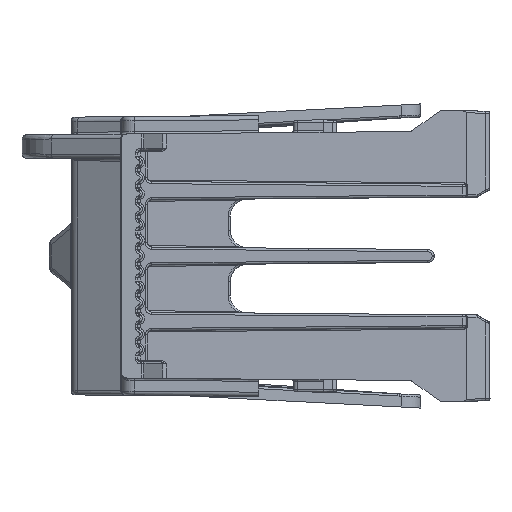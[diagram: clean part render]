
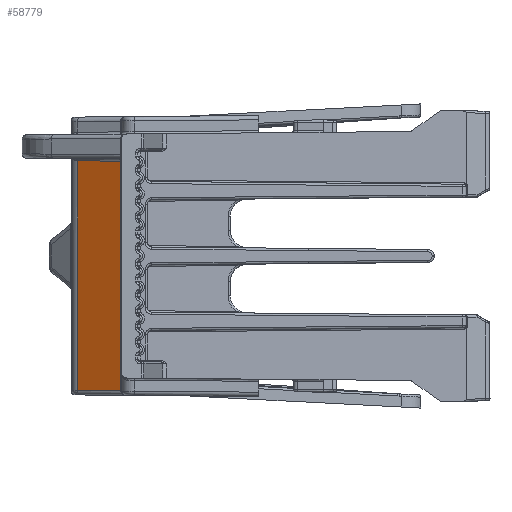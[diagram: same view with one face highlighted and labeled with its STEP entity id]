
A CAD part, left-side view. The second image highlights one B-rep face of the part: STEP entity #58779.
In plain terms, the highlighted planar face has unit normal (-0.866, 0.5, 0).
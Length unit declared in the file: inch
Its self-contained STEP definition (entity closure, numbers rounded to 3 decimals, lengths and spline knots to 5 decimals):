
#8214 = CARTESIAN_POINT ( 'NONE',  ( -1.13644, 0.02953, -0.61058 ) ) ;
#9527 = ORIENTED_EDGE ( 'NONE', *, *, #19540, .F. ) ;
#12850 = DIRECTION ( 'NONE',  ( 0.5, 0.866, 0.008 ) ) ;
#19540 = EDGE_CURVE ( 'NONE', #117881, #47960, #112970, .T. ) ;
#20385 = CARTESIAN_POINT ( 'NONE',  ( -1.13644, 0.02953, 0.43182 ) ) ;
#23162 = EDGE_LOOP ( 'NONE', ( #39207, #127640, #9527, #71807 ) ) ;
#27694 = LINE ( 'NONE', #83105, #55439 ) ;
#34124 = VERTEX_POINT ( 'NONE', #91752 ) ;
#36096 = CARTESIAN_POINT ( 'NONE',  ( -1.24952, -0.16634, 0.43011 ) ) ;
#39207 = ORIENTED_EDGE ( 'NONE', *, *, #91851, .F. ) ;
#45580 = VECTOR ( 'NONE', #99824, 39.37008 ) ;
#47960 = VERTEX_POINT ( 'NONE', #8214 ) ;
#50554 = CARTESIAN_POINT ( 'NONE',  ( -1.24952, -0.16634, -0.61229 ) ) ;
#51037 = PLANE ( 'NONE',  #114187 ) ;
#52755 = DIRECTION ( 'NONE',  ( -0.5, -0.866, -0.008 ) ) ;
#55439 = VECTOR ( 'NONE', #72654, 39.37008 ) ;
#58779 = ADVANCED_FACE ( 'NONE', ( #89519 ), #51037, .F. ) ;
#61990 = DIRECTION ( 'NONE',  ( 0.866, -0.5, 0. ) ) ;
#68312 = EDGE_CURVE ( 'NONE', #47960, #34124, #101051, .T. ) ;
#70602 = VECTOR ( 'NONE', #12850, 39.37008 ) ;
#71807 = ORIENTED_EDGE ( 'NONE', *, *, #125689, .F. ) ;
#72654 = DIRECTION ( 'NONE',  ( 0., 0., -1. ) ) ;
#75381 = CARTESIAN_POINT ( 'NONE',  ( -1.24952, -0.16634, -0.61229 ) ) ;
#77413 = LINE ( 'NONE', #20385, #105102 ) ;
#78402 = VERTEX_POINT ( 'NONE', #36096 ) ;
#83105 = CARTESIAN_POINT ( 'NONE',  ( -1.24952, -0.16634, 0.19571 ) ) ;
#89519 = FACE_OUTER_BOUND ( 'NONE', #23162, .T. ) ;
#91752 = CARTESIAN_POINT ( 'NONE',  ( -1.13644, 0.02953, 0.43182 ) ) ;
#91851 = EDGE_CURVE ( 'NONE', #34124, #78402, #77413, .T. ) ;
#99824 = DIRECTION ( 'NONE',  ( 0., 0., 1. ) ) ;
#101051 = LINE ( 'NONE', #110286, #45580 ) ;
#105102 = VECTOR ( 'NONE', #52755, 39.37008 ) ;
#110286 = CARTESIAN_POINT ( 'NONE',  ( -1.13644, 0.02953, 0.19571 ) ) ;
#112970 = LINE ( 'NONE', #75381, #70602 ) ;
#114187 = AXIS2_PLACEMENT_3D ( 'NONE', #124370, #61990, #134910 ) ;
#117881 = VERTEX_POINT ( 'NONE', #50554 ) ;
#124370 = CARTESIAN_POINT ( 'NONE',  ( -1.25236, -0.17126, 0.19571 ) ) ;
#125689 = EDGE_CURVE ( 'NONE', #78402, #117881, #27694, .T. ) ;
#127640 = ORIENTED_EDGE ( 'NONE', *, *, #68312, .F. ) ;
#134910 = DIRECTION ( 'NONE',  ( 0.5, 0.866, 0. ) ) ;
